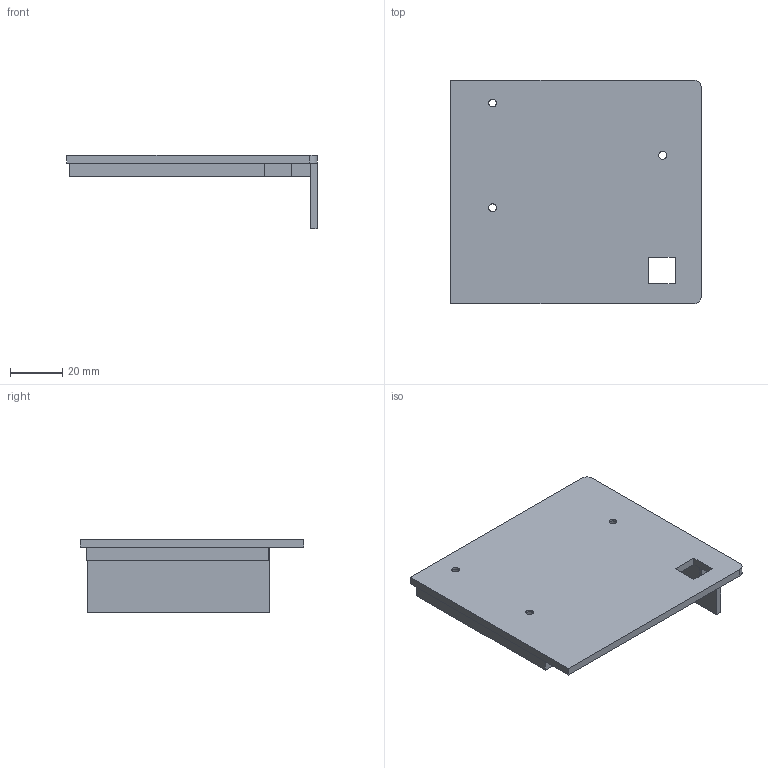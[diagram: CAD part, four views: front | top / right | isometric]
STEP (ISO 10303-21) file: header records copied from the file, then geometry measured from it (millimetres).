
FILE_DESCRIPTION(('FreeCAD Model'),'2;1');
FILE_NAME( 'CellIQMotorLid.step' ,'2021-08-09T14:31:46',('Author'),(''), 'Open CASCADE STEP processor 7.3','FreeCAD','Unknown');
FILE_SCHEMA(('AUTOMOTIVE_DESIGN { 1 0 10303 214 1 1 1 1 }'));
Length unit declared in the file: millimetre
Products named in the file (1): Fillet
Bounding box: 95.7 x 85.5 x 28 mm (x, y, z)
Volume: 29314.5 mm3; surface area: 23698.6 mm2
Topology: 1 solids, 1 shells, 40 faces, 103 edges, 68 vertices
Faces by surface type: plane 32, cylinder 8
Full cylindrical faces by diameter (mm): 3 x3, 6 x3
Entity records: 2548 total; most frequent: CARTESIAN_POINT 453, DIRECTION 372, LINE 242, VECTOR 242, ORIENTED_EDGE 206, PCURVE 206, DEFINITIONAL_REPRESENTATION 206, EDGE_CURVE 103
